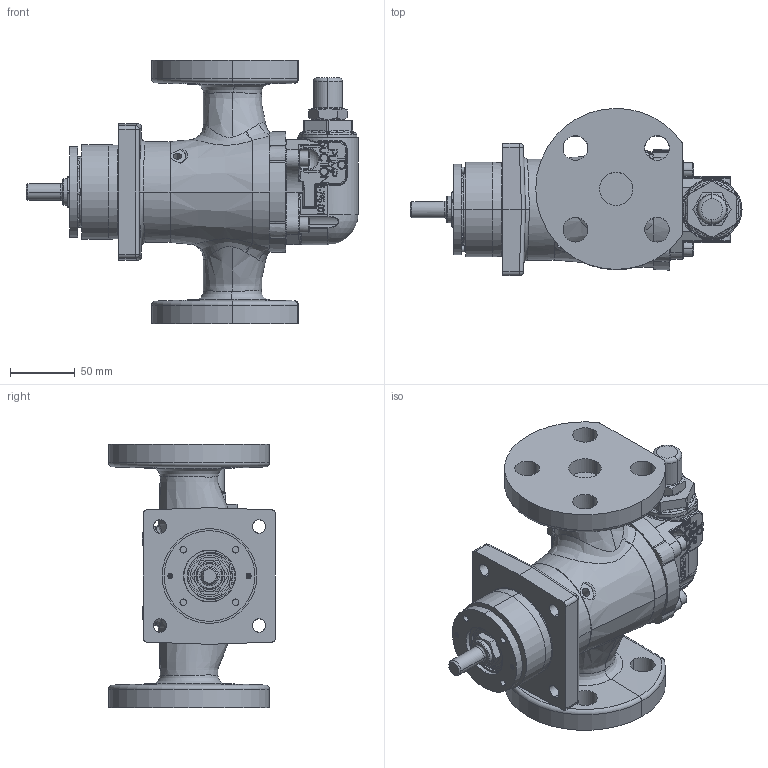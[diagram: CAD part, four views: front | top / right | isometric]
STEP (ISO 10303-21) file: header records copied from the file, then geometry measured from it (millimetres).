
FILE_DESCRIPTION (( 'STEP AP214' ), '1' );
FILE_NAME ('GV-1068.STEP', '2019-05-24T19:04:34', ( '' ), ( '' ), 'SwSTEP 2.0', 'SolidWorks 2018', '' );
FILE_SCHEMA (( 'AUTOMOTIVE_DESIGN' ));
Length unit declared in the file: inch
Products named in the file (1): GV-1068
Bounding box: 255.55 x 128.52 x 203.2 mm (x, y, z)
Volume: 1716469 mm3; surface area: 169445.1 mm2
Topology: 1 solids, 1 shells, 1511 faces, 4088 edges, 2736 vertices
Faces by surface type: plane 680, bspline 349, cylinder 269, cone 130, torus 43, sphere 40
Entity records: 83234 total; most frequent: CARTESIAN_POINT 40461, ORIENTED_EDGE 8130, DIRECTION 6234, EDGE_CURVE 4065, VERTEX_POINT 2735, VECTOR 2180, LINE 2180, AXIS2_PLACEMENT_3D 2027
